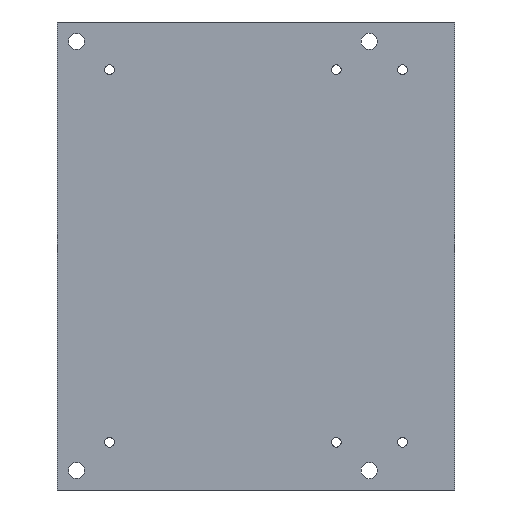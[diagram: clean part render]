
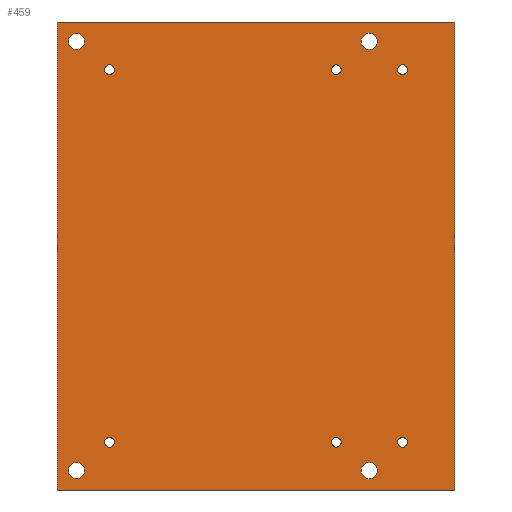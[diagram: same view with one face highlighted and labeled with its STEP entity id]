
A CAD part, front view. The second image highlights one B-rep face of the part: STEP entity #459.
In plain terms, the highlighted planar face has unit normal (0, -1, 0).
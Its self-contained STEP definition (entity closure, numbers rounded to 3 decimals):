
#31=FACE_BOUND('',#118,.T.);
#32=FACE_BOUND('',#119,.T.);
#33=FACE_BOUND('',#120,.T.);
#34=FACE_BOUND('',#121,.T.);
#35=FACE_BOUND('',#122,.T.);
#36=FACE_BOUND('',#123,.T.);
#37=FACE_BOUND('',#124,.T.);
#38=FACE_BOUND('',#125,.T.);
#39=FACE_BOUND('',#126,.T.);
#40=FACE_BOUND('',#127,.T.);
#57=CIRCLE('',#502,2.5);
#58=CIRCLE('',#503,1.5);
#59=CIRCLE('',#504,1.5);
#60=CIRCLE('',#505,2.5);
#61=CIRCLE('',#506,2.5);
#62=CIRCLE('',#507,1.5);
#63=CIRCLE('',#508,2.5);
#64=CIRCLE('',#509,1.5);
#65=CIRCLE('',#510,1.5);
#66=CIRCLE('',#511,1.5);
#89=FACE_OUTER_BOUND('',#117,.T.);
#117=EDGE_LOOP('',(#327,#328,#329,#330));
#118=EDGE_LOOP('',(#331));
#119=EDGE_LOOP('',(#332));
#120=EDGE_LOOP('',(#333));
#121=EDGE_LOOP('',(#334));
#122=EDGE_LOOP('',(#335));
#123=EDGE_LOOP('',(#336));
#124=EDGE_LOOP('',(#337));
#125=EDGE_LOOP('',(#338));
#126=EDGE_LOOP('',(#339));
#127=EDGE_LOOP('',(#340));
#171=LINE('',#715,#199);
#172=LINE('',#717,#200);
#173=LINE('',#719,#201);
#174=LINE('',#720,#202);
#199=VECTOR('',#565,10.);
#200=VECTOR('',#566,10.);
#201=VECTOR('',#567,10.);
#202=VECTOR('',#568,10.);
#227=VERTEX_POINT('',#713);
#228=VERTEX_POINT('',#714);
#229=VERTEX_POINT('',#716);
#230=VERTEX_POINT('',#718);
#231=VERTEX_POINT('',#721);
#232=VERTEX_POINT('',#723);
#233=VERTEX_POINT('',#725);
#234=VERTEX_POINT('',#727);
#235=VERTEX_POINT('',#729);
#236=VERTEX_POINT('',#731);
#237=VERTEX_POINT('',#733);
#238=VERTEX_POINT('',#735);
#239=VERTEX_POINT('',#737);
#240=VERTEX_POINT('',#739);
#267=EDGE_CURVE('',#227,#228,#171,.T.);
#268=EDGE_CURVE('',#228,#229,#172,.T.);
#269=EDGE_CURVE('',#229,#230,#173,.T.);
#270=EDGE_CURVE('',#230,#227,#174,.T.);
#271=EDGE_CURVE('',#231,#231,#57,.T.);
#272=EDGE_CURVE('',#232,#232,#58,.T.);
#273=EDGE_CURVE('',#233,#233,#59,.T.);
#274=EDGE_CURVE('',#234,#234,#60,.T.);
#275=EDGE_CURVE('',#235,#235,#61,.T.);
#276=EDGE_CURVE('',#236,#236,#62,.T.);
#277=EDGE_CURVE('',#237,#237,#63,.T.);
#278=EDGE_CURVE('',#238,#238,#64,.T.);
#279=EDGE_CURVE('',#239,#239,#65,.T.);
#280=EDGE_CURVE('',#240,#240,#66,.T.);
#327=ORIENTED_EDGE('',*,*,#267,.T.);
#328=ORIENTED_EDGE('',*,*,#268,.T.);
#329=ORIENTED_EDGE('',*,*,#269,.T.);
#330=ORIENTED_EDGE('',*,*,#270,.T.);
#331=ORIENTED_EDGE('',*,*,#271,.T.);
#332=ORIENTED_EDGE('',*,*,#272,.T.);
#333=ORIENTED_EDGE('',*,*,#273,.T.);
#334=ORIENTED_EDGE('',*,*,#274,.T.);
#335=ORIENTED_EDGE('',*,*,#275,.T.);
#336=ORIENTED_EDGE('',*,*,#276,.T.);
#337=ORIENTED_EDGE('',*,*,#277,.T.);
#338=ORIENTED_EDGE('',*,*,#278,.T.);
#339=ORIENTED_EDGE('',*,*,#279,.T.);
#340=ORIENTED_EDGE('',*,*,#280,.T.);
#447=PLANE('',#501);
#459=ADVANCED_FACE('',(#89,#31,#32,#33,#34,#35,#36,#37,#38,#39,#40),#447,
 .T.);
#501=AXIS2_PLACEMENT_3D('',#712,#563,#564);
#502=AXIS2_PLACEMENT_3D('',#722,#569,#570);
#503=AXIS2_PLACEMENT_3D('',#724,#571,#572);
#504=AXIS2_PLACEMENT_3D('',#726,#573,#574);
#505=AXIS2_PLACEMENT_3D('',#728,#575,#576);
#506=AXIS2_PLACEMENT_3D('',#730,#577,#578);
#507=AXIS2_PLACEMENT_3D('',#732,#579,#580);
#508=AXIS2_PLACEMENT_3D('',#734,#581,#582);
#509=AXIS2_PLACEMENT_3D('',#736,#583,#584);
#510=AXIS2_PLACEMENT_3D('',#738,#585,#586);
#511=AXIS2_PLACEMENT_3D('',#740,#587,#588);
#563=DIRECTION('center_axis',(0.,-1.,0.));
#564=DIRECTION('ref_axis',(1.,0.,0.));
#565=DIRECTION('',(0.,0.,1.));
#566=DIRECTION('',(-1.,0.,0.));
#567=DIRECTION('',(0.,0.,-1.));
#568=DIRECTION('',(1.,0.,0.));
#569=DIRECTION('center_axis',(0.,1.,0.));
#570=DIRECTION('ref_axis',(1.,0.,0.));
#571=DIRECTION('center_axis',(0.,1.,0.));
#572=DIRECTION('ref_axis',(-1.,0.,0.));
#573=DIRECTION('center_axis',(0.,1.,0.));
#574=DIRECTION('ref_axis',(-1.,0.,0.));
#575=DIRECTION('center_axis',(0.,1.,0.));
#576=DIRECTION('ref_axis',(1.,0.,0.));
#577=DIRECTION('center_axis',(0.,1.,0.));
#578=DIRECTION('ref_axis',(1.,0.,0.));
#579=DIRECTION('center_axis',(0.,1.,0.));
#580=DIRECTION('ref_axis',(-1.,0.,0.));
#581=DIRECTION('center_axis',(0.,1.,0.));
#582=DIRECTION('ref_axis',(1.,0.,0.));
#583=DIRECTION('center_axis',(0.,1.,0.));
#584=DIRECTION('ref_axis',(-1.,0.,0.));
#585=DIRECTION('center_axis',(0.,1.,0.));
#586=DIRECTION('ref_axis',(-1.,0.,0.));
#587=DIRECTION('center_axis',(0.,1.,0.));
#588=DIRECTION('ref_axis',(-1.,0.,0.));
#712=CARTESIAN_POINT('Origin',(10.225,-0.1,0.));
#713=CARTESIAN_POINT('',(71.65,-0.1,-72.25));
#714=CARTESIAN_POINT('',(71.65,-0.1,72.25));
#715=CARTESIAN_POINT('',(71.65,-0.1,36.125));
#716=CARTESIAN_POINT('',(-51.2,-0.1,72.25));
#717=CARTESIAN_POINT('',(-20.488,-0.1,72.25));
#718=CARTESIAN_POINT('',(-51.2,-0.1,-72.25));
#719=CARTESIAN_POINT('',(-51.2,-0.1,-36.125));
#720=CARTESIAN_POINT('',(-2.388,-0.1,-72.25));
#721=CARTESIAN_POINT('',(42.7,-0.1,-66.25));
#722=CARTESIAN_POINT('Origin',(45.2,-0.1,-66.25));
#723=CARTESIAN_POINT('',(36.5,-0.1,-57.5));
#724=CARTESIAN_POINT('Origin',(35.,-0.1,-57.5));
#725=CARTESIAN_POINT('',(36.5,-0.1,57.5));
#726=CARTESIAN_POINT('Origin',(35.,-0.1,57.5));
#727=CARTESIAN_POINT('',(-47.7,-0.1,66.25));
#728=CARTESIAN_POINT('Origin',(-45.2,-0.1,66.25));
#729=CARTESIAN_POINT('',(42.7,-0.1,66.25));
#730=CARTESIAN_POINT('Origin',(45.2,-0.1,66.25));
#731=CARTESIAN_POINT('',(-33.5,-0.1,57.5));
#732=CARTESIAN_POINT('Origin',(-35.,-0.1,57.5));
#733=CARTESIAN_POINT('',(-47.7,-0.1,-66.25));
#734=CARTESIAN_POINT('Origin',(-45.2,-0.1,-66.25));
#735=CARTESIAN_POINT('',(56.95,-0.1,-57.5));
#736=CARTESIAN_POINT('Origin',(55.45,-0.1,-57.5));
#737=CARTESIAN_POINT('',(56.95,-0.1,57.5));
#738=CARTESIAN_POINT('Origin',(55.45,-0.1,57.5));
#739=CARTESIAN_POINT('',(-33.5,-0.1,-57.5));
#740=CARTESIAN_POINT('Origin',(-35.,-0.1,-57.5));
